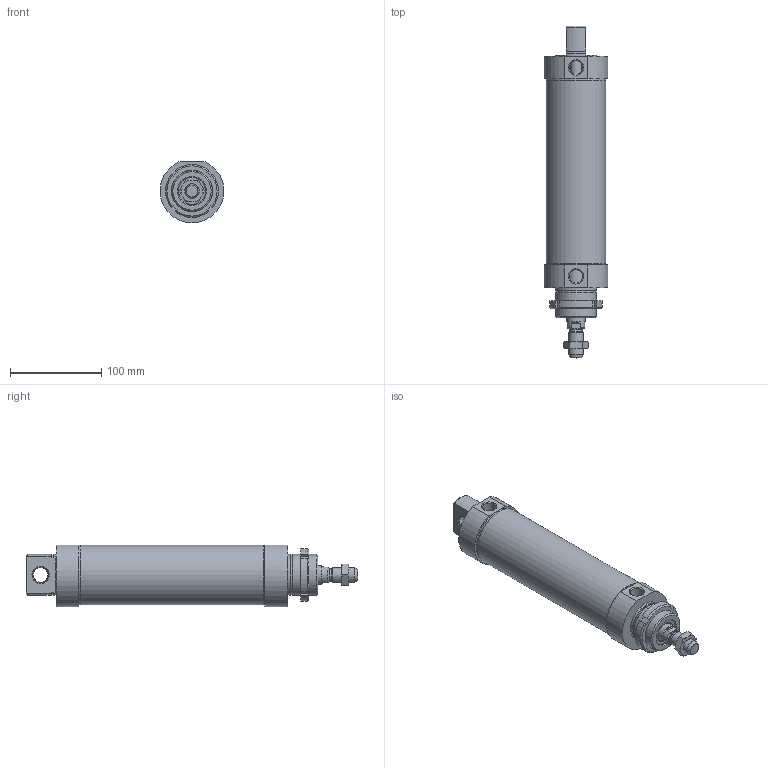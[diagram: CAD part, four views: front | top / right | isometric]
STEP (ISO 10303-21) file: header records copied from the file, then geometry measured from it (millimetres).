
FILE_DESCRIPTION(/* description */ (''),/* implementation_level */ '2;1');
FILE_NAME(/* name */ 'ODM063.160.GS.M.stp',/* time_stamp */ '2019-12-11T15:44:50+01:00',/* author */ ('carlo.corazza'),/* organization */ (''),/* preprocessor_version */ 'ST-DEVELOPER v16.5',/* originating_system */ 'Autodesk Inventor 2017',/* authorisation */ '');
FILE_SCHEMA (('AUTOMOTIVE_DESIGN { 1 0 10303 214 3 1 1 }'));
Length unit declared in the file: millimetre
Products named in the file (7): ODM063.160.GS.M; TP; TA; CORPO-160; STELO-160; 29.2016.000.0; GHI050.063
Assembly tree (6 placements, depth 2):
  ODM063.160.GS.M
    TP
    TA
    CORPO-160
    STELO-160
    29.2016.000.0
    GHI050.063
Bounding box: 69.99 x 364 x 67.7 mm (x, y, z)
Volume: 402449.4 mm3; surface area: 152779.2 mm2
Topology: 6 solids, 6 shells, 173 faces, 404 edges, 257 vertices
Faces by surface type: plane 69, cone 54, cylinder 40, torus 10
Full cylindrical faces by diameter (mm): 6 x1, 12 x1, 13.5 x1, 14.376 x1, 14.95 x2, 16 x1, 17 x1, 18 x1, 19.5 x1, 20 x1, 20.8 x1, 20.847 x1, 22 x1, 23 x1, 24 x1, 30 x2, 43 x1, 43.376 x1, 45 x3, 63 x1, 65 x2, 65.4 x1
Entity records: 4881 total; most frequent: CARTESIAN_POINT 896, DIRECTION 818, ORIENTED_EDGE 636, AXIS2_PLACEMENT_3D 348, EDGE_CURVE 318, EDGE_LOOP 264, VERTEX_POINT 234, FACE_OUTER_BOUND 173
